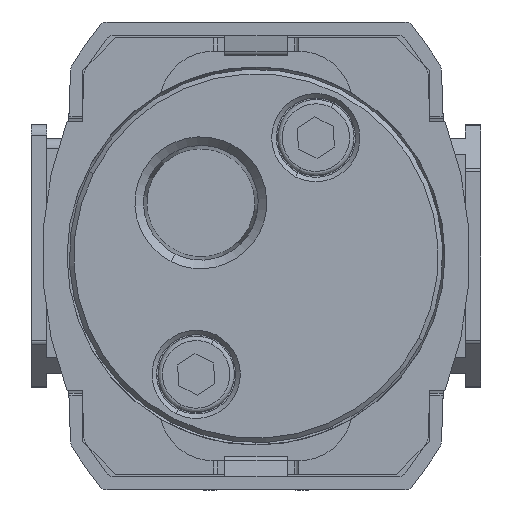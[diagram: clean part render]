
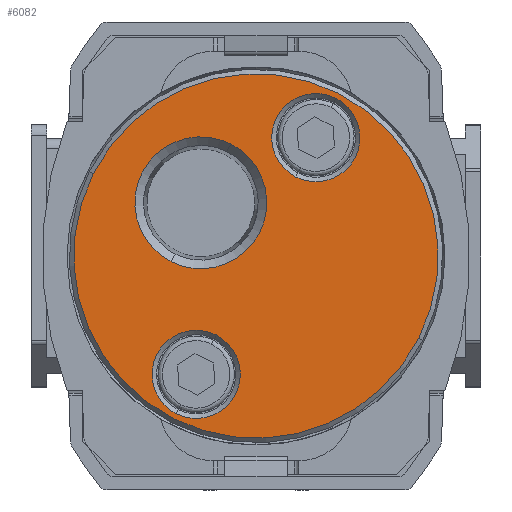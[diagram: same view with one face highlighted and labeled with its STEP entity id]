
A CAD part, front view. The second image highlights one B-rep face of the part: STEP entity #6082.
In plain terms, the highlighted planar face has unit normal (0, -1, 0).
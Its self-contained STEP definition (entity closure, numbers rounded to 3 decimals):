
#44 = CIRCLE ( 'NONE', #24262, 7.33 ) ;
#120 = VERTEX_POINT ( 'NONE', #17415 ) ;
#500 = VERTEX_POINT ( 'NONE', #6723 ) ;
#676 = EDGE_CURVE ( 'NONE', #26636, #7631, #14032, .T. ) ;
#926 = AXIS2_PLACEMENT_3D ( 'NONE', #4572, #19582, #5213 ) ;
#1975 = EDGE_CURVE ( 'NONE', #500, #20277, #15158, .T. ) ;
#2215 = DIRECTION ( 'NONE',  ( 0., -1., 0. ) ) ;
#2609 = VERTEX_POINT ( 'NONE', #10980 ) ;
#2992 = EDGE_LOOP ( 'NONE', ( #4378, #16448 ) ) ;
#3196 = CIRCLE ( 'NONE', #13942, 4.9 ) ;
#3665 = AXIS2_PLACEMENT_3D ( 'NONE', #24073, #23813, #7079 ) ;
#4378 = ORIENTED_EDGE ( 'NONE', *, *, #1975, .F. ) ;
#4572 = CARTESIAN_POINT ( 'NONE',  ( 6.65, -9.5, 13.15 ) ) ;
#4677 = CARTESIAN_POINT ( 'NONE',  ( 18.071, -9.5, -9.138 ) ) ;
#4744 = FACE_BOUND ( 'NONE', #2992, .T. ) ;
#5155 = CARTESIAN_POINT ( 'NONE',  ( 0., -9.5, 0. ) ) ;
#5159 = PLANE ( 'NONE',  #20490 ) ;
#5213 = DIRECTION ( 'NONE',  ( -0.451, 0., -0.892 ) ) ;
#5997 = ORIENTED_EDGE ( 'NONE', *, *, #11748, .F. ) ;
#6082 = ADVANCED_FACE ( 'NONE', ( #6726, #22038, #21753, #4744 ), #5159, .F. ) ;
#6299 = CIRCLE ( 'NONE', #926, 4.9 ) ;
#6610 = DIRECTION ( 'NONE',  ( 0., -1., 0. ) ) ;
#6723 = CARTESIAN_POINT ( 'NONE',  ( -9.436, -9.5, -0.629 ) ) ;
#6726 = FACE_OUTER_BOUND ( 'NONE', #22894, .T. ) ;
#6988 = CARTESIAN_POINT ( 'NONE',  ( 18.071, -9.5, -9.138 ) ) ;
#7079 = DIRECTION ( 'NONE',  ( -0.451, 0., -0.892 ) ) ;
#7631 = VERTEX_POINT ( 'NONE', #24517 ) ;
#7931 = VERTEX_POINT ( 'NONE', #26868 ) ;
#9075 = CARTESIAN_POINT ( 'NONE',  ( 0., -9.5, 0. ) ) ;
#9498 = DIRECTION ( 'NONE',  ( 0., -1., 0. ) ) ;
#9634 = DIRECTION ( 'NONE',  ( -0.892, 0., 0.451 ) ) ;
#9857 = ORIENTED_EDGE ( 'NONE', *, *, #676, .F. ) ;
#9912 = CARTESIAN_POINT ( 'NONE',  ( -6.65, -9.5, -13.15 ) ) ;
#10267 = ORIENTED_EDGE ( 'NONE', *, *, #22058, .F. ) ;
#10980 = CARTESIAN_POINT ( 'NONE',  ( 8.861, -9.5, 17.523 ) ) ;
#11748 = EDGE_CURVE ( 'NONE', #120, #7931, #3196, .T. ) ;
#11980 = EDGE_CURVE ( 'NONE', #2609, #15447, #13505, .T. ) ;
#12923 = AXIS2_PLACEMENT_3D ( 'NONE', #21448, #2215, #18636 ) ;
#13505 = CIRCLE ( 'NONE', #3665, 4.9 ) ;
#13587 = CARTESIAN_POINT ( 'NONE',  ( -2.821, -9.5, 12.452 ) ) ;
#13588 = DIRECTION ( 'NONE',  ( 0., 1., 0. ) ) ;
#13710 = DIRECTION ( 'NONE',  ( 0., 1., 0. ) ) ;
#13942 = AXIS2_PLACEMENT_3D ( 'NONE', #24524, #9498, #14256 ) ;
#14032 = CIRCLE ( 'NONE', #18085, 20.25 ) ;
#14256 = DIRECTION ( 'NONE',  ( -0.451, 0., -0.892 ) ) ;
#14479 = EDGE_LOOP ( 'NONE', ( #5997, #10267 ) ) ;
#15158 = CIRCLE ( 'NONE', #12923, 7.33 ) ;
#15439 = ORIENTED_EDGE ( 'NONE', *, *, #25158, .F. ) ;
#15447 = VERTEX_POINT ( 'NONE', #19932 ) ;
#15551 = DIRECTION ( 'NONE',  ( 0.451, 0., 0.892 ) ) ;
#16448 = ORIENTED_EDGE ( 'NONE', *, *, #25413, .F. ) ;
#16499 = EDGE_CURVE ( 'NONE', #7631, #26636, #26288, .T. ) ;
#16728 = ORIENTED_EDGE ( 'NONE', *, *, #11980, .F. ) ;
#17270 = CARTESIAN_POINT ( 'NONE',  ( -6.129, -9.5, 5.911 ) ) ;
#17415 = CARTESIAN_POINT ( 'NONE',  ( -8.861, -9.5, -17.523 ) ) ;
#17714 = ORIENTED_EDGE ( 'NONE', *, *, #16499, .F. ) ;
#17770 = DIRECTION ( 'NONE',  ( 0., 1., 0. ) ) ;
#18075 = DIRECTION ( 'NONE',  ( -0.892, 0., 0.451 ) ) ;
#18085 = AXIS2_PLACEMENT_3D ( 'NONE', #5155, #13710, #18075 ) ;
#18603 = DIRECTION ( 'NONE',  ( -0.451, 0., -0.892 ) ) ;
#18636 = DIRECTION ( 'NONE',  ( -0.451, 0., -0.892 ) ) ;
#19582 = DIRECTION ( 'NONE',  ( 0., -1., 0. ) ) ;
#19932 = CARTESIAN_POINT ( 'NONE',  ( 4.439, -9.5, 8.777 ) ) ;
#20277 = VERTEX_POINT ( 'NONE', #13587 ) ;
#20490 = AXIS2_PLACEMENT_3D ( 'NONE', #6988, #13588, #15551 ) ;
#20855 = DIRECTION ( 'NONE',  ( 0., -1., 0. ) ) ;
#21448 = CARTESIAN_POINT ( 'NONE',  ( -6.129, -9.5, 5.911 ) ) ;
#21480 = AXIS2_PLACEMENT_3D ( 'NONE', #9912, #20855, #18603 ) ;
#21753 = FACE_BOUND ( 'NONE', #24732, .T. ) ;
#22038 = FACE_BOUND ( 'NONE', #14479, .T. ) ;
#22058 = EDGE_CURVE ( 'NONE', #7931, #120, #24605, .T. ) ;
#22262 = AXIS2_PLACEMENT_3D ( 'NONE', #9075, #17770, #9634 ) ;
#22894 = EDGE_LOOP ( 'NONE', ( #17714, #9857 ) ) ;
#23813 = DIRECTION ( 'NONE',  ( 0., -1., 0. ) ) ;
#24073 = CARTESIAN_POINT ( 'NONE',  ( 6.65, -9.5, 13.15 ) ) ;
#24262 = AXIS2_PLACEMENT_3D ( 'NONE', #17270, #6610, #25435 ) ;
#24517 = CARTESIAN_POINT ( 'NONE',  ( -18.071, -9.5, 9.138 ) ) ;
#24524 = CARTESIAN_POINT ( 'NONE',  ( -6.65, -9.5, -13.15 ) ) ;
#24605 = CIRCLE ( 'NONE', #21480, 4.9 ) ;
#24732 = EDGE_LOOP ( 'NONE', ( #15439, #16728 ) ) ;
#25158 = EDGE_CURVE ( 'NONE', #15447, #2609, #6299, .T. ) ;
#25413 = EDGE_CURVE ( 'NONE', #20277, #500, #44, .T. ) ;
#25435 = DIRECTION ( 'NONE',  ( -0.451, 0., -0.892 ) ) ;
#26288 = CIRCLE ( 'NONE', #22262, 20.25 ) ;
#26636 = VERTEX_POINT ( 'NONE', #4677 ) ;
#26868 = CARTESIAN_POINT ( 'NONE',  ( -4.439, -9.5, -8.777 ) ) ;
